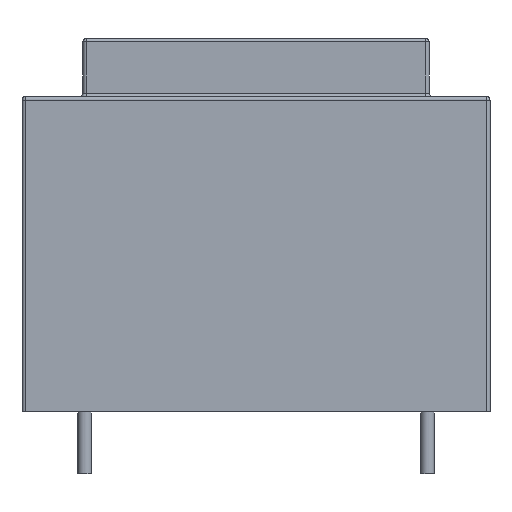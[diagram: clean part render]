
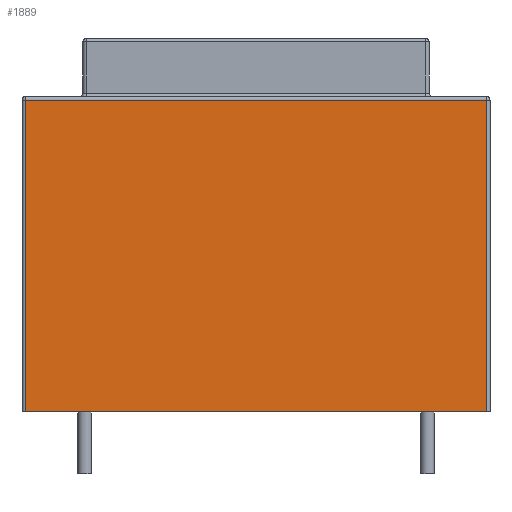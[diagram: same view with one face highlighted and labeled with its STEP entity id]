
A CAD part, front view. The second image highlights one B-rep face of the part: STEP entity #1889.
In plain terms, the highlighted planar face has unit normal (0, -1, 0).
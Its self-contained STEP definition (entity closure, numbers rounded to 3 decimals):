
#1537=CARTESIAN_POINT('',(13.45,-16.15,18.2));
#1538=VERTEX_POINT('',#1537);
#1594=CARTESIAN_POINT('',(-13.45,-16.15,18.2));
#1595=VERTEX_POINT('',#1594);
#1646=CARTESIAN_POINT('',(-13.45,-16.15,0.0));
#1647=VERTEX_POINT('',#1646);
#1655=CARTESIAN_POINT('',(-13.45,-16.15,0.0));
#1656=DIRECTION('',(0.0,0.0,1.0));
#1657=VECTOR('',#1656,18.2);
#1658=LINE('',#1655,#1657);
#1659=EDGE_CURVE('',#1647,#1595,#1658,.T.);
#1677=CARTESIAN_POINT('',(-13.45,-16.15,18.2));
#1678=DIRECTION('',(1.0,0.0,0.0));
#1679=VECTOR('',#1678,26.9);
#1680=LINE('',#1677,#1679);
#1681=EDGE_CURVE('',#1595,#1538,#1680,.T.);
#1742=CARTESIAN_POINT('',(13.45,-16.15,0.0));
#1743=VERTEX_POINT('',#1742);
#1760=CARTESIAN_POINT('',(13.45,-16.15,18.2));
#1761=DIRECTION('',(0.0,0.0,-1.0));
#1762=VECTOR('',#1761,18.2);
#1763=LINE('',#1760,#1762);
#1764=EDGE_CURVE('',#1538,#1743,#1763,.T.);
#1862=CARTESIAN_POINT('',(-13.45,-16.15,0.0));
#1863=DIRECTION('',(1.0,0.0,0.0));
#1864=VECTOR('',#1863,26.9);
#1865=LINE('',#1862,#1864);
#1866=EDGE_CURVE('',#1647,#1743,#1865,.T.);
#1878=CARTESIAN_POINT('',(13.65,-16.15,0.0));
#1879=DIRECTION('',(0.0,-1.0,0.0));
#1880=DIRECTION('',(0.0,0.0,-1.0));
#1881=AXIS2_PLACEMENT_3D('',#1878,#1879,#1880);
#1882=PLANE('',#1881);
#1883=ORIENTED_EDGE('',*,*,#1659,.F.);
#1884=ORIENTED_EDGE('',*,*,#1866,.T.);
#1885=ORIENTED_EDGE('',*,*,#1764,.F.);
#1886=ORIENTED_EDGE('',*,*,#1681,.F.);
#1887=EDGE_LOOP('',(#1883,#1884,#1885,#1886));
#1888=FACE_OUTER_BOUND('',#1887,.T.);
#1889=ADVANCED_FACE('',(#1888),#1882,.T.);
